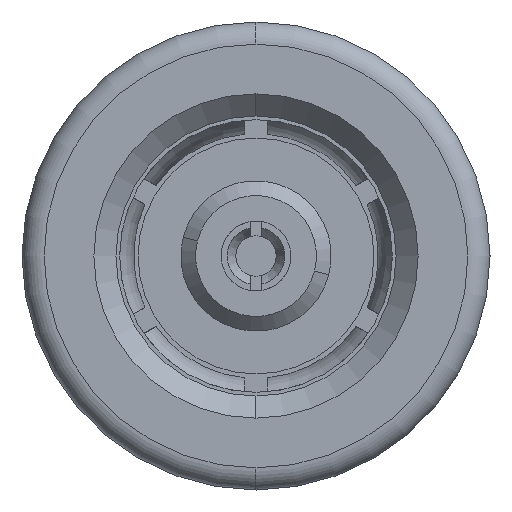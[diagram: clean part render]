
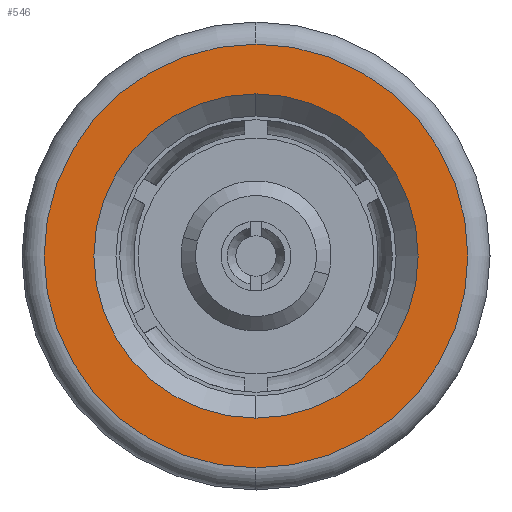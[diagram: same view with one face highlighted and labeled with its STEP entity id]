
A CAD part, left-side view. The second image highlights one B-rep face of the part: STEP entity #546.
In plain terms, the highlighted planar face has unit normal (-1, 0, 0).
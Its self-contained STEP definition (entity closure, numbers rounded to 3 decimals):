
#99 = FACE_BOUND ( 'NONE', #1856, .T. ) ;
#344 = VERTEX_POINT ( 'NONE', #2718 ) ;
#371 = AXIS2_PLACEMENT_3D ( 'NONE', #1550, #1991, #2441 ) ;
#378 = DIRECTION ( 'NONE',  ( -1., 0., 0. ) ) ;
#458 = VERTEX_POINT ( 'NONE', #2210 ) ;
#546 = ADVANCED_FACE ( 'NONE', ( #99, #4586 ), #1910, .T. ) ;
#562 = CARTESIAN_POINT ( 'NONE',  ( -0.5, 0., 2.2 ) ) ;
#714 = AXIS2_PLACEMENT_3D ( 'NONE', #3957, #378, #2136 ) ;
#806 = VERTEX_POINT ( 'NONE', #908 ) ;
#908 = CARTESIAN_POINT ( 'NONE',  ( -0.5, 0., -2.2 ) ) ;
#1060 = CARTESIAN_POINT ( 'NONE',  ( -0.5, 1.9, 0. ) ) ;
#1085 = DIRECTION ( 'NONE',  ( 0., 0., 1. ) ) ;
#1169 = EDGE_CURVE ( 'NONE', #344, #458, #2554, .T. ) ;
#1550 = CARTESIAN_POINT ( 'NONE',  ( -0.5, 0., 0. ) ) ;
#1551 = AXIS2_PLACEMENT_3D ( 'NONE', #2593, #4374, #2565 ) ;
#1608 = DIRECTION ( 'NONE',  ( 0., 0., 1. ) ) ;
#1856 = EDGE_LOOP ( 'NONE', ( #2098, #1902 ) ) ;
#1902 = ORIENTED_EDGE ( 'NONE', *, *, #2121, .T. ) ;
#1910 = PLANE ( 'NONE',  #5671 ) ;
#1991 = DIRECTION ( 'NONE',  ( 1., 0., 0. ) ) ;
#2029 = CIRCLE ( 'NONE', #714, 2.875 ) ;
#2043 = DIRECTION ( 'NONE',  ( -1., 0., 0. ) ) ;
#2098 = ORIENTED_EDGE ( 'NONE', *, *, #4445, .T. ) ;
#2121 = EDGE_CURVE ( 'NONE', #806, #4264, #3582, .T. ) ;
#2128 = ORIENTED_EDGE ( 'NONE', *, *, #1169, .T. ) ;
#2136 = DIRECTION ( 'NONE',  ( 0., 0., 1. ) ) ;
#2210 = CARTESIAN_POINT ( 'NONE',  ( -0.5, 0., -2.875 ) ) ;
#2441 = DIRECTION ( 'NONE',  ( 0., 0., 1. ) ) ;
#2468 = ORIENTED_EDGE ( 'NONE', *, *, #3243, .T. ) ;
#2554 = CIRCLE ( 'NONE', #3038, 2.875 ) ;
#2565 = DIRECTION ( 'NONE',  ( 0., 0., 1. ) ) ;
#2593 = CARTESIAN_POINT ( 'NONE',  ( -0.5, 0., 0. ) ) ;
#2718 = CARTESIAN_POINT ( 'NONE',  ( -0.5, 0., 2.875 ) ) ;
#3038 = AXIS2_PLACEMENT_3D ( 'NONE', #4299, #2043, #1608 ) ;
#3199 = EDGE_LOOP ( 'NONE', ( #2128, #2468 ) ) ;
#3243 = EDGE_CURVE ( 'NONE', #458, #344, #2029, .T. ) ;
#3582 = CIRCLE ( 'NONE', #371, 2.2 ) ;
#3957 = CARTESIAN_POINT ( 'NONE',  ( -0.5, 0., 0. ) ) ;
#4264 = VERTEX_POINT ( 'NONE', #562 ) ;
#4299 = CARTESIAN_POINT ( 'NONE',  ( -0.5, 0., 0. ) ) ;
#4374 = DIRECTION ( 'NONE',  ( 1., 0., 0. ) ) ;
#4445 = EDGE_CURVE ( 'NONE', #4264, #806, #5245, .T. ) ;
#4586 = FACE_OUTER_BOUND ( 'NONE', #3199, .T. ) ;
#5245 = CIRCLE ( 'NONE', #1551, 2.2 ) ;
#5529 = DIRECTION ( 'NONE',  ( -1., 0., 0. ) ) ;
#5671 = AXIS2_PLACEMENT_3D ( 'NONE', #1060, #5529, #1085 ) ;
